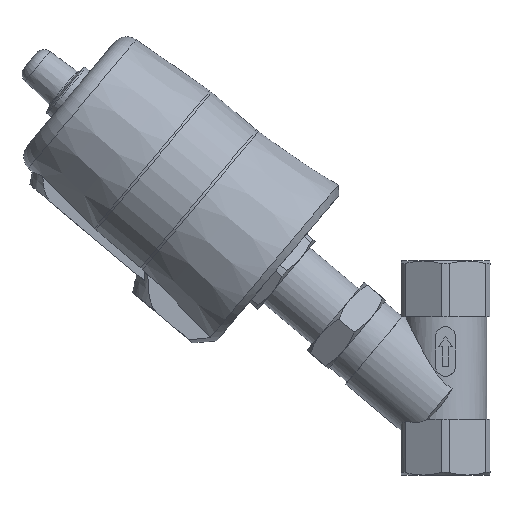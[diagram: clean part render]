
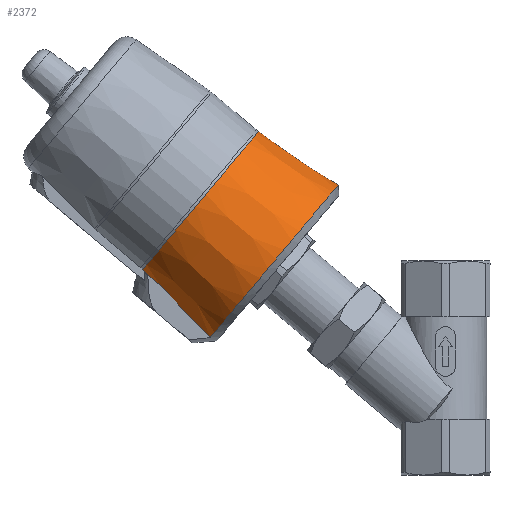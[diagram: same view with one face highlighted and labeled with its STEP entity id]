
A CAD part, left-side view. The second image highlights one B-rep face of the part: STEP entity #2372.
In plain terms, the highlighted conical face has half-angle 5.9 degrees and reference radius 28.042 mm.
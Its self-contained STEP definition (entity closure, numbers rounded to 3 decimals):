
#62=CONICAL_SURFACE('',#2608,28.042,0.103);
#373=B_SPLINE_CURVE_WITH_KNOTS('',3,(#3820,#3821,#3822,#3823,#3824,#3825,
#3826,#3827,#3828,#3829,#3830,#3831,#3832,#3833,#3834,#3835,#3836,#3837,
#3838,#3839,#3840,#3841,#3842,#3843,#3844,#3845,#3846,#3847,#3848,#3849,
#3850,#3851,#3852,#3853,#3854,#3855,#3856,#3857,#3858,#3859,#3860),
 .UNSPECIFIED.,.F.,.F.,(4,1,1,1,1,1,1,1,1,1,1,1,1,1,1,1,1,1,1,1,1,1,1,1,
1,1,1,1,1,1,1,1,1,1,1,1,1,1,4),(0.107,0.118,0.124,
0.127,0.129,0.132,0.135,
0.137,0.14,0.143,0.146,
0.151,0.154,0.157,0.162,
0.165,0.167,0.173,0.178,
0.184,0.189,0.195,0.2,
0.206,0.211,0.216,0.222,
0.227,0.233,0.238,0.244,
0.249,0.255,0.26,0.265,
0.268,0.271,0.276,0.282),
 .UNSPECIFIED.);
#383=B_SPLINE_CURVE_WITH_KNOTS('',3,(#3972,#3973,#3974,#3975),
 .UNSPECIFIED.,.F.,.F.,(4,4),(0.054,0.057),
 .UNSPECIFIED.);
#386=B_SPLINE_CURVE_WITH_KNOTS('',3,(#3989,#3990,#3991,#3992),
 .UNSPECIFIED.,.F.,.F.,(4,4),(0.054,0.057),
 .UNSPECIFIED.);
#388=B_SPLINE_CURVE_WITH_KNOTS('',3,(#4001,#4002,#4003,#4004),
 .UNSPECIFIED.,.F.,.F.,(4,4),(0.,0.005),
 .UNSPECIFIED.);
#389=B_SPLINE_CURVE_WITH_KNOTS('',3,(#4010,#4011,#4012,#4013),
 .UNSPECIFIED.,.F.,.F.,(4,4),(0.037,0.042),
 .UNSPECIFIED.);
#392=B_SPLINE_CURVE_WITH_KNOTS('',3,(#4042,#4043,#4044,#4045),
 .UNSPECIFIED.,.F.,.F.,(4,4),(0.004,0.026),
 .UNSPECIFIED.);
#393=B_SPLINE_CURVE_WITH_KNOTS('',3,(#4047,#4048,#4049,#4050),
 .UNSPECIFIED.,.F.,.F.,(4,4),(0.004,0.026),
 .UNSPECIFIED.);
#746=ORIENTED_EDGE('',*,*,#1366,.T.);
#747=ORIENTED_EDGE('',*,*,#1312,.T.);
#748=ORIENTED_EDGE('',*,*,#1367,.F.);
#749=ORIENTED_EDGE('',*,*,#1354,.T.);
#750=ORIENTED_EDGE('',*,*,#1351,.F.);
#751=ORIENTED_EDGE('',*,*,#1350,.T.);
#752=ORIENTED_EDGE('',*,*,#1347,.T.);
#753=ORIENTED_EDGE('',*,*,#1357,.T.);
#1312=EDGE_CURVE('',#1639,#1638,#373,.T.);
#1347=EDGE_CURVE('',#1667,#1666,#383,.T.);
#1350=EDGE_CURVE('',#1668,#1667,#1852,.T.);
#1351=EDGE_CURVE('',#1668,#1669,#386,.T.);
#1354=EDGE_CURVE('',#1671,#1669,#388,.T.);
#1357=EDGE_CURVE('',#1666,#1673,#389,.T.);
#1366=EDGE_CURVE('',#1673,#1639,#392,.T.);
#1367=EDGE_CURVE('',#1671,#1638,#393,.T.);
#1638=VERTEX_POINT('',#3819);
#1639=VERTEX_POINT('',#3861);
#1666=VERTEX_POINT('',#3971);
#1667=VERTEX_POINT('',#3976);
#1668=VERTEX_POINT('',#3986);
#1669=VERTEX_POINT('',#3993);
#1671=VERTEX_POINT('',#4005);
#1673=VERTEX_POINT('',#4014);
#1852=CIRCLE('',#2596,28.042);
#1984=EDGE_LOOP('',(#746,#747,#748,#749,#750,#751,#752,#753));
#2172=FACE_BOUND('',#1984,.T.);
#2372=ADVANCED_FACE('',(#2172),#62,.T.);
#2596=AXIS2_PLACEMENT_3D('',#3987,#3025,#3026);
#2608=AXIS2_PLACEMENT_3D('',#4051,#3054,#3055);
#3025=DIRECTION('',(0.643,-0.766,0.));
#3026=DIRECTION('',(0.766,0.643,0.));
#3054=DIRECTION('',(0.643,-0.766,0.));
#3055=DIRECTION('',(0.766,0.643,0.));
#3819=CARTESIAN_POINT('',(-41.738,71.425,10.));
#3820=CARTESIAN_POINT('',(-41.738,71.425,-10.));
#3821=CARTESIAN_POINT('',(-42.632,70.675,-13.428));
#3822=CARTESIAN_POINT('',(-44.694,68.945,-18.303));
#3823=CARTESIAN_POINT('',(-48.074,66.109,-22.878));
#3824=CARTESIAN_POINT('',(-50.276,64.261,-25.162));
#3825=CARTESIAN_POINT('',(-52.012,62.804,-26.656));
#3826=CARTESIAN_POINT('',(-53.841,61.27,-27.949));
#3827=CARTESIAN_POINT('',(-55.772,59.649,-29.039));
#3828=CARTESIAN_POINT('',(-57.767,57.976,-29.901));
#3829=CARTESIAN_POINT('',(-59.791,56.277,-30.524));
#3830=CARTESIAN_POINT('',(-61.85,54.55,-30.916));
#3831=CARTESIAN_POINT('',(-64.659,52.193,-31.123));
#3832=CARTESIAN_POINT('',(-67.436,49.863,-30.844));
#3833=CARTESIAN_POINT('',(-70.153,47.583,-30.101));
#3834=CARTESIAN_POINT('',(-72.848,45.321,-29.03));
#3835=CARTESIAN_POINT('',(-75.375,43.202,-27.525));
#3836=CARTESIAN_POINT('',(-77.733,41.222,-25.602));
#3837=CARTESIAN_POINT('',(-79.982,39.336,-23.383));
#3838=CARTESIAN_POINT('',(-82.443,37.271,-20.213));
#3839=CARTESIAN_POINT('',(-84.891,35.217,-15.702));
#3840=CARTESIAN_POINT('',(-86.662,33.73,-10.792));
#3841=CARTESIAN_POINT('',(-87.771,32.8,-5.469));
#3842=CARTESIAN_POINT('',(-88.139,32.492,0.007));
#3843=CARTESIAN_POINT('',(-87.772,32.799,5.46));
#3844=CARTESIAN_POINT('',(-86.664,33.729,10.787));
#3845=CARTESIAN_POINT('',(-84.893,35.215,15.698));
#3846=CARTESIAN_POINT('',(-82.446,37.268,20.209));
#3847=CARTESIAN_POINT('',(-79.49,39.749,24.019));
#3848=CARTESIAN_POINT('',(-76.001,42.676,27.156));
#3849=CARTESIAN_POINT('',(-72.221,45.848,29.404));
#3850=CARTESIAN_POINT('',(-68.118,49.291,30.781));
#3851=CARTESIAN_POINT('',(-63.975,52.767,31.191));
#3852=CARTESIAN_POINT('',(-59.762,56.302,30.64));
#3853=CARTESIAN_POINT('',(-55.761,59.659,29.162));
#3854=CARTESIAN_POINT('',(-51.953,62.854,26.751));
#3855=CARTESIAN_POINT('',(-49.152,65.204,24.1));
#3856=CARTESIAN_POINT('',(-47.107,66.921,21.567));
#3857=CARTESIAN_POINT('',(-45.27,68.462,18.85));
#3858=CARTESIAN_POINT('',(-43.322,70.096,15.076));
#3859=CARTESIAN_POINT('',(-42.185,71.05,11.713));
#3860=CARTESIAN_POINT('',(-41.738,71.425,10.));
#3861=CARTESIAN_POINT('',(-41.738,71.425,-10.));
#3971=CARTESIAN_POINT('',(-60.517,90.106,-8.5));
#3972=CARTESIAN_POINT('',(-62.375,91.888,-8.5));
#3973=CARTESIAN_POINT('',(-61.755,91.294,-8.5));
#3974=CARTESIAN_POINT('',(-61.136,90.7,-8.5));
#3975=CARTESIAN_POINT('',(-60.517,90.106,-8.5));
#3976=CARTESIAN_POINT('',(-62.375,91.888,-8.5));
#3986=CARTESIAN_POINT('',(-62.375,91.888,8.5));
#3987=CARTESIAN_POINT('',(-82.846,74.711,0.));
#3989=CARTESIAN_POINT('',(-62.375,91.888,8.5));
#3990=CARTESIAN_POINT('',(-61.755,91.294,8.5));
#3991=CARTESIAN_POINT('',(-61.136,90.7,8.5));
#3992=CARTESIAN_POINT('',(-60.517,90.106,8.5));
#3993=CARTESIAN_POINT('',(-60.517,90.106,8.5));
#4001=CARTESIAN_POINT('',(-57.494,86.504,10.));
#4002=CARTESIAN_POINT('',(-58.509,87.713,9.53));
#4003=CARTESIAN_POINT('',(-59.518,88.915,9.035));
#4004=CARTESIAN_POINT('',(-60.517,90.106,8.5));
#4005=CARTESIAN_POINT('',(-57.494,86.504,10.));
#4010=CARTESIAN_POINT('',(-60.517,90.106,-8.5));
#4011=CARTESIAN_POINT('',(-59.517,88.914,-9.035));
#4012=CARTESIAN_POINT('',(-58.508,87.712,-9.531));
#4013=CARTESIAN_POINT('',(-57.494,86.504,-10.));
#4014=CARTESIAN_POINT('',(-57.494,86.504,-10.));
#4042=CARTESIAN_POINT('',(-57.494,86.504,-10.));
#4043=CARTESIAN_POINT('',(-52.24,81.48,-10.));
#4044=CARTESIAN_POINT('',(-46.988,76.454,-10.));
#4045=CARTESIAN_POINT('',(-41.738,71.425,-10.));
#4047=CARTESIAN_POINT('',(-57.494,86.504,10.));
#4048=CARTESIAN_POINT('',(-52.24,81.48,10.));
#4049=CARTESIAN_POINT('',(-46.988,76.454,10.));
#4050=CARTESIAN_POINT('',(-41.738,71.425,10.));
#4051=CARTESIAN_POINT('',(-82.846,74.711,0.));
